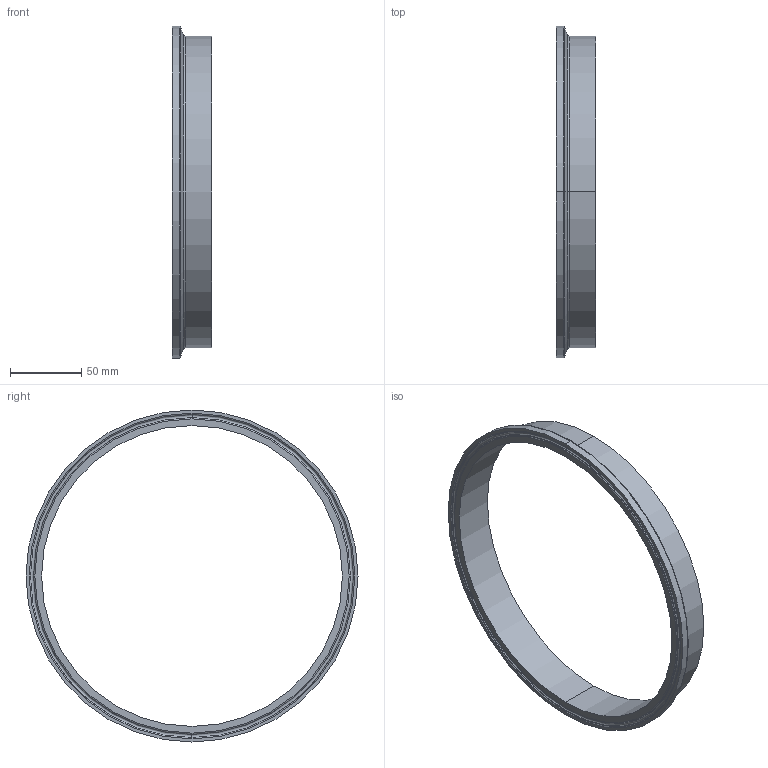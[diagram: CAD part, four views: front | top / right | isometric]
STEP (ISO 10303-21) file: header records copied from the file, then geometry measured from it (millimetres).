
FILE_DESCRIPTION (( 'STEP AP214' ), '1' );
FILE_NAME ('8.00 SCH 10 FERRULE.STEP', '2017-06-22T12:26:14', ( '' ), ( '' ), 'SwSTEP 2.0', 'SolidWorks 2016', '' );
FILE_SCHEMA (( 'AUTOMOTIVE_DESIGN' ));
Length unit declared in the file: millimetre
Products named in the file (1): 8.00 SCH 10 FERRULE
Bounding box: 28 x 233.5 x 233.5 mm (x, y, z)
Volume: 104301.5 mm3; surface area: 52706.7 mm2
Topology: 1 solids, 1 shells, 25 faces, 50 edges, 28 vertices
Faces by surface type: torus 10, cone 6, cylinder 6, plane 3
Entity records: 692 total; most frequent: DIRECTION 140, CARTESIAN_POINT 104, ORIENTED_EDGE 100, AXIS2_PLACEMENT_3D 64, EDGE_CURVE 50, CIRCLE 38, VERTEX_POINT 28, EDGE_LOOP 28
